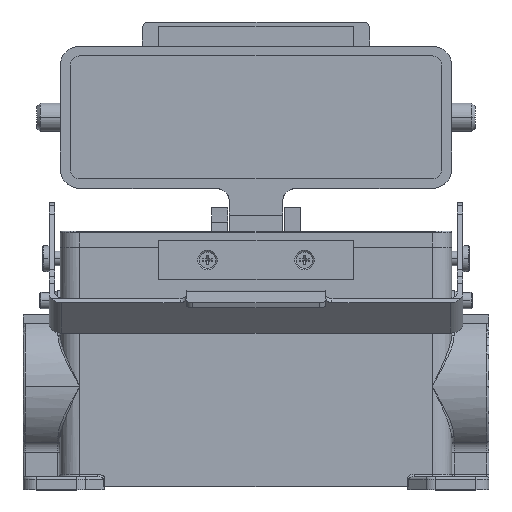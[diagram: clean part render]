
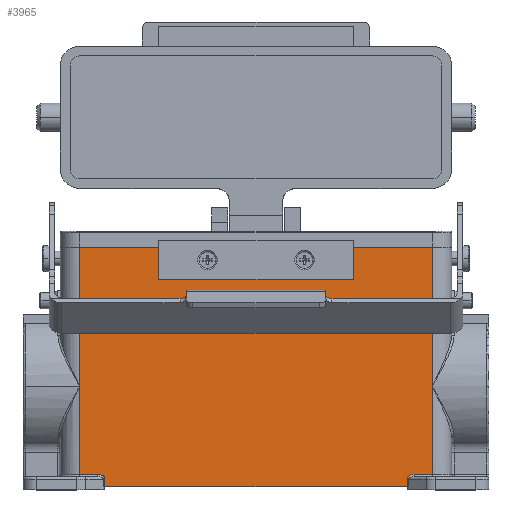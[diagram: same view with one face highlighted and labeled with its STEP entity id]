
A CAD part, top view. The second image highlights one B-rep face of the part: STEP entity #3965.
In plain terms, the highlighted planar face has unit normal (0, 0, 1).
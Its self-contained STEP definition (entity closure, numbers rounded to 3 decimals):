
#25 = PLANE ( 'NONE',  #722 ) ;
#72 = DIRECTION ( 'NONE',  ( 0., -1., 0. ) ) ;
#126 = VECTOR ( 'NONE', #7154, 1000. ) ;
#299 = VECTOR ( 'NONE', #3945, 1000. ) ;
#639 = VECTOR ( 'NONE', #11270, 1000. ) ;
#722 = AXIS2_PLACEMENT_3D ( 'NONE', #17033, #1605, #12501 ) ;
#1010 = EDGE_CURVE ( 'NONE', #2131, #2504, #12592, .T. ) ;
#1015 = ORIENTED_EDGE ( 'NONE', *, *, #10822, .T. ) ;
#1372 = ORIENTED_EDGE ( 'NONE', *, *, #1010, .F. ) ;
#1423 = CARTESIAN_POINT ( 'NONE',  ( 54.5, 3.75, 22. ) ) ;
#1605 = DIRECTION ( 'NONE',  ( 0., 0., -1. ) ) ;
#1921 = ORIENTED_EDGE ( 'NONE', *, *, #5851, .T. ) ;
#2131 = VERTEX_POINT ( 'NONE', #18500 ) ;
#2197 = ORIENTED_EDGE ( 'NONE', *, *, #10549, .F. ) ;
#2504 = VERTEX_POINT ( 'NONE', #5369 ) ;
#2544 = VERTEX_POINT ( 'NONE', #19502 ) ;
#2628 = LINE ( 'NONE', #12815, #10444 ) ;
#2828 = DIRECTION ( 'NONE',  ( 0., -1., 0. ) ) ;
#3258 = CARTESIAN_POINT ( 'NONE',  ( 48.86, 3.75, 22. ) ) ;
#3287 = ORIENTED_EDGE ( 'NONE', *, *, #5190, .T. ) ;
#3498 = CARTESIAN_POINT ( 'NONE',  ( 46.698, 2.25, 22. ) ) ;
#3526 = CARTESIAN_POINT ( 'NONE',  ( -54.5, 74., 22. ) ) ;
#3681 =( BOUNDED_CURVE ( )  B_SPLINE_CURVE ( 3, ( #15325, #16926, #9124, #20069 ),
 .UNSPECIFIED., .F., .F. ) 
 B_SPLINE_CURVE_WITH_KNOTS ( ( 4, 4 ),
 ( 0., 1.571 ),
 .UNSPECIFIED. ) 
 CURVE ( )  GEOMETRIC_REPRESENTATION_ITEM ( )  RATIONAL_B_SPLINE_CURVE ( ( 1., 0.805, 0.805, 1. ) ) 
 REPRESENTATION_ITEM ( '' )  );
#3842 = CARTESIAN_POINT ( 'NONE',  ( 54.5, 74., 22. ) ) ;
#3945 = DIRECTION ( 'NONE',  ( 1., 0., 0. ) ) ;
#3965 = ADVANCED_FACE ( 'NONE', ( #19986 ), #25, .F. ) ;
#4379 = ORIENTED_EDGE ( 'NONE', *, *, #4673, .F. ) ;
#4471 = LINE ( 'NONE', #6963, #299 ) ;
#4673 = EDGE_CURVE ( 'NONE', #2504, #16971, #6044, .T. ) ;
#4939 = CARTESIAN_POINT ( 'NONE',  ( -54.5, 3.75, 22. ) ) ;
#5117 = VERTEX_POINT ( 'NONE', #5931 ) ;
#5190 = EDGE_CURVE ( 'NONE', #5117, #17390, #18030, .T. ) ;
#5369 = CARTESIAN_POINT ( 'NONE',  ( 54.5, 74., 22. ) ) ;
#5406 = DIRECTION ( 'NONE',  ( 0., -1., 0. ) ) ;
#5851 = EDGE_CURVE ( 'NONE', #8423, #16714, #12580, .T. ) ;
#5931 = CARTESIAN_POINT ( 'NONE',  ( 48.86, 3.75, 22. ) ) ;
#5968 = CARTESIAN_POINT ( 'NONE',  ( 54.5, 74., 22. ) ) ;
#6044 = LINE ( 'NONE', #5968, #10208 ) ;
#6278 = CARTESIAN_POINT ( 'NONE',  ( 54.5, 30.975, 22. ) ) ;
#6298 = VERTEX_POINT ( 'NONE', #14507 ) ;
#6376 = CARTESIAN_POINT ( 'NONE',  ( 46.698, 3.129, 22. ) ) ;
#6591 = LINE ( 'NONE', #16871, #13905 ) ;
#6712 = EDGE_CURVE ( 'NONE', #5117, #13450, #10776, .T. ) ;
#6963 = CARTESIAN_POINT ( 'NONE',  ( -47., 3.75, 22. ) ) ;
#7111 = LINE ( 'NONE', #3842, #18150 ) ;
#7154 = DIRECTION ( 'NONE',  ( 0., -1., 0. ) ) ;
#7432 = ORIENTED_EDGE ( 'NONE', *, *, #15230, .T. ) ;
#8423 = VERTEX_POINT ( 'NONE', #16398 ) ;
#9124 = CARTESIAN_POINT ( 'NONE',  ( -47.593, 3.75, 22. ) ) ;
#9363 = ORIENTED_EDGE ( 'NONE', *, *, #15513, .T. ) ;
#9687 = VECTOR ( 'NONE', #16987, 1000. ) ;
#10208 = VECTOR ( 'NONE', #2828, 1000. ) ;
#10444 = VECTOR ( 'NONE', #11306, 1000. ) ;
#10549 = EDGE_CURVE ( 'NONE', #8423, #15567, #3681, .T. ) ;
#10776 =( BOUNDED_CURVE ( )  B_SPLINE_CURVE ( 3, ( #3258, #15726, #6376, #17316 ),
 .UNSPECIFIED., .F., .T. ) 
 B_SPLINE_CURVE_WITH_KNOTS ( ( 4, 4 ),
 ( 1.571, 3.142 ),
 .UNSPECIFIED. ) 
 CURVE ( )  GEOMETRIC_REPRESENTATION_ITEM ( )  RATIONAL_B_SPLINE_CURVE ( ( 1., 0.805, 0.805, 1. ) ) 
 REPRESENTATION_ITEM ( '' )  );
#10822 = EDGE_CURVE ( 'NONE', #6298, #17022, #11546, .T. ) ;
#10976 = CARTESIAN_POINT ( 'NONE',  ( -54.5, 74., 22. ) ) ;
#11270 = DIRECTION ( 'NONE',  ( 1., 0., 0. ) ) ;
#11306 = DIRECTION ( 'NONE',  ( 1., 0., 0. ) ) ;
#11546 = LINE ( 'NONE', #17884, #19399 ) ;
#11576 = EDGE_CURVE ( 'NONE', #16971, #17390, #7111, .T. ) ;
#12305 = EDGE_CURVE ( 'NONE', #2544, #13450, #6591, .T. ) ;
#12474 = LINE ( 'NONE', #10976, #16180 ) ;
#12501 = DIRECTION ( 'NONE',  ( -1., 0., 0. ) ) ;
#12580 = LINE ( 'NONE', #14946, #126 ) ;
#12592 = LINE ( 'NONE', #3526, #639 ) ;
#12815 = CARTESIAN_POINT ( 'NONE',  ( -54.5, 0., 22. ) ) ;
#13450 = VERTEX_POINT ( 'NONE', #3498 ) ;
#13769 = DIRECTION ( 'NONE',  ( 0., 1., 0. ) ) ;
#13905 = VECTOR ( 'NONE', #13769, 1000. ) ;
#14507 = CARTESIAN_POINT ( 'NONE',  ( -54.5, 30.975, 22. ) ) ;
#14946 = CARTESIAN_POINT ( 'NONE',  ( -46.698, 74., 22. ) ) ;
#15230 = EDGE_CURVE ( 'NONE', #17022, #15567, #4471, .T. ) ;
#15325 = CARTESIAN_POINT ( 'NONE',  ( -46.698, 2.25, 22. ) ) ;
#15379 = EDGE_LOOP ( 'NONE', ( #18590, #19598, #19644, #3287, #19095, #4379, #1372, #9363, #1015, #7432, #2197, #1921 ) ) ;
#15513 = EDGE_CURVE ( 'NONE', #2131, #6298, #12474, .T. ) ;
#15567 = VERTEX_POINT ( 'NONE', #18933 ) ;
#15726 = CARTESIAN_POINT ( 'NONE',  ( 47.593, 3.75, 22. ) ) ;
#15959 = CARTESIAN_POINT ( 'NONE',  ( 54.5, 3.75, 22. ) ) ;
#16180 = VECTOR ( 'NONE', #72, 1000. ) ;
#16398 = CARTESIAN_POINT ( 'NONE',  ( -46.698, 2.25, 22. ) ) ;
#16538 = CARTESIAN_POINT ( 'NONE',  ( -46.698, 0., 22. ) ) ;
#16714 = VERTEX_POINT ( 'NONE', #16538 ) ;
#16871 = CARTESIAN_POINT ( 'NONE',  ( 46.698, 3., 22. ) ) ;
#16926 = CARTESIAN_POINT ( 'NONE',  ( -46.698, 3.129, 22. ) ) ;
#16971 = VERTEX_POINT ( 'NONE', #6278 ) ;
#16987 = DIRECTION ( 'NONE',  ( 1., 0., 0. ) ) ;
#17022 = VERTEX_POINT ( 'NONE', #4939 ) ;
#17033 = CARTESIAN_POINT ( 'NONE',  ( -54.5, 74., 22. ) ) ;
#17316 = CARTESIAN_POINT ( 'NONE',  ( 46.698, 2.25, 22. ) ) ;
#17390 = VERTEX_POINT ( 'NONE', #15959 ) ;
#17884 = CARTESIAN_POINT ( 'NONE',  ( -54.5, 74., 22. ) ) ;
#18030 = LINE ( 'NONE', #1423, #9687 ) ;
#18150 = VECTOR ( 'NONE', #5406, 1000. ) ;
#18500 = CARTESIAN_POINT ( 'NONE',  ( -54.5, 74., 22. ) ) ;
#18590 = ORIENTED_EDGE ( 'NONE', *, *, #20169, .T. ) ;
#18933 = CARTESIAN_POINT ( 'NONE',  ( -48.86, 3.75, 22. ) ) ;
#19095 = ORIENTED_EDGE ( 'NONE', *, *, #11576, .F. ) ;
#19399 = VECTOR ( 'NONE', #19447, 1000. ) ;
#19447 = DIRECTION ( 'NONE',  ( 0., -1., 0. ) ) ;
#19502 = CARTESIAN_POINT ( 'NONE',  ( 46.698, 0., 22. ) ) ;
#19598 = ORIENTED_EDGE ( 'NONE', *, *, #12305, .T. ) ;
#19644 = ORIENTED_EDGE ( 'NONE', *, *, #6712, .F. ) ;
#19986 = FACE_OUTER_BOUND ( 'NONE', #15379, .T. ) ;
#20069 = CARTESIAN_POINT ( 'NONE',  ( -48.86, 3.75, 22. ) ) ;
#20169 = EDGE_CURVE ( 'NONE', #16714, #2544, #2628, .T. ) ;
